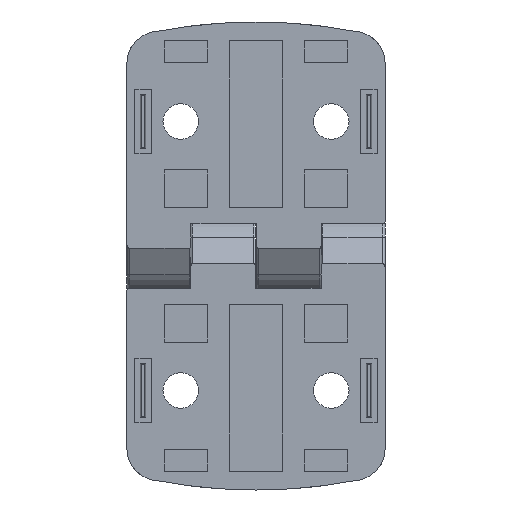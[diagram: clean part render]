
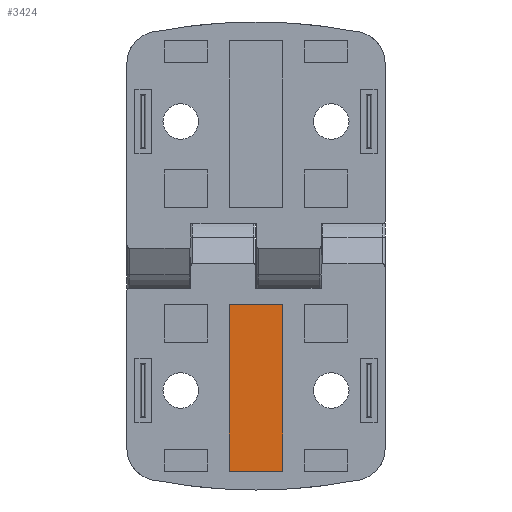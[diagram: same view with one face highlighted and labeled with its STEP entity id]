
A CAD part, front view. The second image highlights one B-rep face of the part: STEP entity #3424.
In plain terms, the highlighted planar face has unit normal (0, -1, 0).
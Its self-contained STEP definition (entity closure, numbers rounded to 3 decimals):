
#97 = PLANE ( 'NONE',  #3359 ) ;
#351 = CARTESIAN_POINT ( 'NONE',  ( -5., 1., -9. ) ) ;
#611 = FACE_OUTER_BOUND ( 'NONE', #4285, .T. ) ;
#640 = DIRECTION ( 'NONE',  ( 1., 0., 0. ) ) ;
#716 = EDGE_CURVE ( 'NONE', #3904, #5027, #880, .T. ) ;
#880 = LINE ( 'NONE', #3422, #4045 ) ;
#1242 = DIRECTION ( 'NONE',  ( 0., 0., -1. ) ) ;
#1303 = DIRECTION ( 'NONE',  ( 0., -1., 0. ) ) ;
#1769 = VERTEX_POINT ( 'NONE', #1845 ) ;
#1824 = DIRECTION ( 'NONE',  ( 0., 0., 1. ) ) ;
#1845 = CARTESIAN_POINT ( 'NONE',  ( -5., 1., -9. ) ) ;
#2344 = DIRECTION ( 'NONE',  ( -1., 0., 0. ) ) ;
#2378 = LINE ( 'NONE', #3612, #3336 ) ;
#2641 = LINE ( 'NONE', #351, #4741 ) ;
#2825 = CARTESIAN_POINT ( 'NONE',  ( -5., 1., -40. ) ) ;
#3014 = ORIENTED_EDGE ( 'NONE', *, *, #4341, .T. ) ;
#3149 = EDGE_CURVE ( 'NONE', #5027, #4038, #3464, .T. ) ;
#3336 = VECTOR ( 'NONE', #1242, 1000. ) ;
#3347 = VECTOR ( 'NONE', #1824, 1000. ) ;
#3359 = AXIS2_PLACEMENT_3D ( 'NONE', #3674, #1303, #4066 ) ;
#3422 = CARTESIAN_POINT ( 'NONE',  ( -5., 1., -40. ) ) ;
#3424 = ADVANCED_FACE ( 'NONE', ( #611 ), #97, .T. ) ;
#3464 = LINE ( 'NONE', #3795, #3347 ) ;
#3560 = ORIENTED_EDGE ( 'NONE', *, *, #4945, .T. ) ;
#3612 = CARTESIAN_POINT ( 'NONE',  ( -5., 1., -40. ) ) ;
#3674 = CARTESIAN_POINT ( 'NONE',  ( -5., 1., -40. ) ) ;
#3795 = CARTESIAN_POINT ( 'NONE',  ( 5., 1., -40. ) ) ;
#3904 = VERTEX_POINT ( 'NONE', #2825 ) ;
#4038 = VERTEX_POINT ( 'NONE', #4846 ) ;
#4045 = VECTOR ( 'NONE', #640, 1000. ) ;
#4066 = DIRECTION ( 'NONE',  ( 0., 0., -1. ) ) ;
#4285 = EDGE_LOOP ( 'NONE', ( #5106, #4389, #3560, #3014 ) ) ;
#4341 = EDGE_CURVE ( 'NONE', #1769, #3904, #2378, .T. ) ;
#4389 = ORIENTED_EDGE ( 'NONE', *, *, #3149, .T. ) ;
#4741 = VECTOR ( 'NONE', #2344, 1000. ) ;
#4769 = CARTESIAN_POINT ( 'NONE',  ( 5., 1., -40. ) ) ;
#4846 = CARTESIAN_POINT ( 'NONE',  ( 5., 1., -9. ) ) ;
#4945 = EDGE_CURVE ( 'NONE', #4038, #1769, #2641, .T. ) ;
#5027 = VERTEX_POINT ( 'NONE', #4769 ) ;
#5106 = ORIENTED_EDGE ( 'NONE', *, *, #716, .T. ) ;
